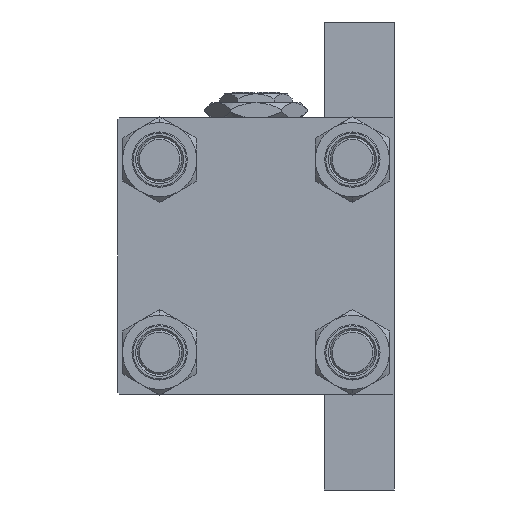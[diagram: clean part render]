
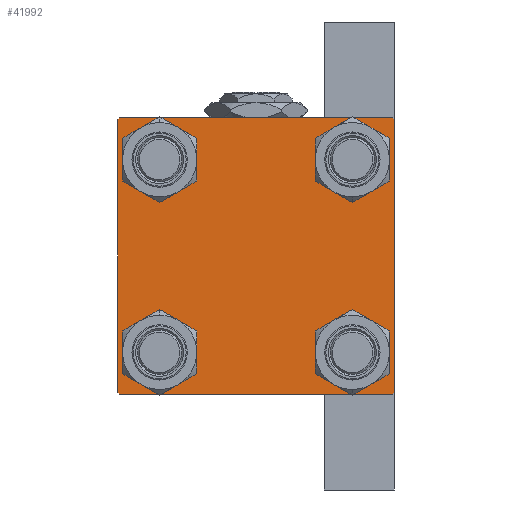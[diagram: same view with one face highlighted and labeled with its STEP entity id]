
A CAD part, left-side view. The second image highlights one B-rep face of the part: STEP entity #41992.
In plain terms, the highlighted planar face has unit normal (-1, 0, 0).
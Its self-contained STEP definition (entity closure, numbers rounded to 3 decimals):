
#313 = CARTESIAN_POINT ( 'NONE',  ( 0., 37.5, 37. ) ) ;
#370 = ORIENTED_EDGE ( 'NONE', *, *, #31487, .F. ) ;
#653 = VECTOR ( 'NONE', #24554, 1000. ) ;
#675 = ORIENTED_EDGE ( 'NONE', *, *, #1389, .T. ) ;
#1188 = CARTESIAN_POINT ( 'NONE',  ( 0., -26.15, 32.65 ) ) ;
#1301 = DIRECTION ( 'NONE',  ( 0., -1., 0. ) ) ;
#1389 = EDGE_CURVE ( 'NONE', #43995, #11168, #44689, .T. ) ;
#1515 = DIRECTION ( 'NONE',  ( 0., 0., 1. ) ) ;
#1718 = LINE ( 'NONE', #42891, #653 ) ;
#2169 = CARTESIAN_POINT ( 'NONE',  ( 0., -37., -37.5 ) ) ;
#2487 = ORIENTED_EDGE ( 'NONE', *, *, #18529, .T. ) ;
#2746 = AXIS2_PLACEMENT_3D ( 'NONE', #4775, #9829, #16973 ) ;
#3092 = CARTESIAN_POINT ( 'NONE',  ( 0., 0., 0. ) ) ;
#3843 = CARTESIAN_POINT ( 'NONE',  ( 0., -37.25, 37.25 ) ) ;
#3965 = AXIS2_PLACEMENT_3D ( 'NONE', #23461, #4170, #35136 ) ;
#4170 = DIRECTION ( 'NONE',  ( 1., 0., 0. ) ) ;
#4588 = DIRECTION ( 'NONE',  ( 1., 0., 0. ) ) ;
#4775 = CARTESIAN_POINT ( 'NONE',  ( 0., 26.15, -26.15 ) ) ;
#5046 = CIRCLE ( 'NONE', #26940, 6.5 ) ;
#5457 = EDGE_CURVE ( 'NONE', #11239, #10290, #28905, .T. ) ;
#6039 = VERTEX_POINT ( 'NONE', #1188 ) ;
#6104 = VERTEX_POINT ( 'NONE', #2169 ) ;
#6134 = DIRECTION ( 'NONE',  ( 0., -0.707, 0.707 ) ) ;
#6389 = DIRECTION ( 'NONE',  ( -1., 0., 0. ) ) ;
#6756 = ORIENTED_EDGE ( 'NONE', *, *, #43312, .T. ) ;
#6864 = EDGE_CURVE ( 'NONE', #10792, #6039, #7619, .T. ) ;
#7563 = VECTOR ( 'NONE', #42645, 1000. ) ;
#7619 = CIRCLE ( 'NONE', #23017, 6.5 ) ;
#7935 = EDGE_LOOP ( 'NONE', ( #13825, #42552 ) ) ;
#8903 = LINE ( 'NONE', #40344, #27320 ) ;
#9017 = CARTESIAN_POINT ( 'NONE',  ( 0., 37.5, -37.5 ) ) ;
#9462 = DIRECTION ( 'NONE',  ( 0., -0.707, -0.707 ) ) ;
#9829 = DIRECTION ( 'NONE',  ( 1., 0., 0. ) ) ;
#9975 = VECTOR ( 'NONE', #26527, 1000. ) ;
#10149 = CARTESIAN_POINT ( 'NONE',  ( 0., -26.15, -32.65 ) ) ;
#10290 = VERTEX_POINT ( 'NONE', #313 ) ;
#10562 = DIRECTION ( 'NONE',  ( 0., 0., 1. ) ) ;
#10792 = VERTEX_POINT ( 'NONE', #11622 ) ;
#10798 = CARTESIAN_POINT ( 'NONE',  ( 0., 26.15, 32.65 ) ) ;
#11168 = VERTEX_POINT ( 'NONE', #50212 ) ;
#11239 = VERTEX_POINT ( 'NONE', #34076 ) ;
#11622 = CARTESIAN_POINT ( 'NONE',  ( 0., -26.15, 19.65 ) ) ;
#11954 = CARTESIAN_POINT ( 'NONE',  ( 0., -26.15, 26.15 ) ) ;
#12459 = CIRCLE ( 'NONE', #2746, 6.5 ) ;
#13185 = CARTESIAN_POINT ( 'NONE',  ( 0., -26.15, -26.15 ) ) ;
#13825 = ORIENTED_EDGE ( 'NONE', *, *, #34264, .T. ) ;
#14451 = CIRCLE ( 'NONE', #34690, 6.5 ) ;
#14489 = VERTEX_POINT ( 'NONE', #26749 ) ;
#14777 = FACE_BOUND ( 'NONE', #7935, .T. ) ;
#14779 = EDGE_CURVE ( 'NONE', #11239, #16752, #8903, .T. ) ;
#16181 = ORIENTED_EDGE ( 'NONE', *, *, #19149, .T. ) ;
#16590 = CARTESIAN_POINT ( 'NONE',  ( 0., -37.25, -37.25 ) ) ;
#16669 = CARTESIAN_POINT ( 'NONE',  ( 0., 37.5, 37.5 ) ) ;
#16752 = VERTEX_POINT ( 'NONE', #47549 ) ;
#16973 = DIRECTION ( 'NONE',  ( 0., 0., 1. ) ) ;
#17657 = EDGE_CURVE ( 'NONE', #6104, #33780, #43448, .T. ) ;
#17830 = FACE_OUTER_BOUND ( 'NONE', #32293, .T. ) ;
#18070 = EDGE_CURVE ( 'NONE', #21391, #6104, #27561, .T. ) ;
#18109 = ORIENTED_EDGE ( 'NONE', *, *, #41384, .T. ) ;
#18161 = ORIENTED_EDGE ( 'NONE', *, *, #27708, .T. ) ;
#18335 = FACE_BOUND ( 'NONE', #47907, .T. ) ;
#18529 = EDGE_CURVE ( 'NONE', #27027, #16752, #39091, .T. ) ;
#18826 = PLANE ( 'NONE',  #22045 ) ;
#19149 = EDGE_CURVE ( 'NONE', #14489, #41143, #12459, .T. ) ;
#20884 = EDGE_CURVE ( 'NONE', #11168, #43995, #33566, .T. ) ;
#21212 = VERTEX_POINT ( 'NONE', #26352 ) ;
#21391 = VERTEX_POINT ( 'NONE', #44727 ) ;
#21719 = EDGE_LOOP ( 'NONE', ( #37932, #675 ) ) ;
#21741 = ORIENTED_EDGE ( 'NONE', *, *, #24327, .T. ) ;
#21941 = ORIENTED_EDGE ( 'NONE', *, *, #17657, .T. ) ;
#22045 = AXIS2_PLACEMENT_3D ( 'NONE', #3092, #6389, #45203 ) ;
#23017 = AXIS2_PLACEMENT_3D ( 'NONE', #39043, #38551, #43785 ) ;
#23461 = CARTESIAN_POINT ( 'NONE',  ( 0., 26.15, 26.15 ) ) ;
#23720 = VECTOR ( 'NONE', #6134, 1000. ) ;
#24225 = ORIENTED_EDGE ( 'NONE', *, *, #6864, .T. ) ;
#24327 = EDGE_CURVE ( 'NONE', #32224, #21391, #29000, .T. ) ;
#24487 = DIRECTION ( 'NONE',  ( 0., -1., 0. ) ) ;
#24554 = DIRECTION ( 'NONE',  ( 0., 0., -1. ) ) ;
#25133 = CIRCLE ( 'NONE', #36488, 6.5 ) ;
#25547 = CARTESIAN_POINT ( 'NONE',  ( 0., 26.15, 26.15 ) ) ;
#26352 = CARTESIAN_POINT ( 'NONE',  ( 0., 26.15, 19.65 ) ) ;
#26527 = DIRECTION ( 'NONE',  ( 0., 0.707, -0.707 ) ) ;
#26749 = CARTESIAN_POINT ( 'NONE',  ( 0., 26.15, -32.65 ) ) ;
#26940 = AXIS2_PLACEMENT_3D ( 'NONE', #38770, #46880, #46378 ) ;
#27027 = VERTEX_POINT ( 'NONE', #45197 ) ;
#27320 = VECTOR ( 'NONE', #1301, 1000. ) ;
#27561 = LINE ( 'NONE', #9017, #36718 ) ;
#27708 = EDGE_CURVE ( 'NONE', #10290, #32224, #32366, .T. ) ;
#27894 = AXIS2_PLACEMENT_3D ( 'NONE', #13185, #43365, #1515 ) ;
#28905 = LINE ( 'NONE', #45285, #9975 ) ;
#29000 = LINE ( 'NONE', #31795, #29551 ) ;
#29551 = VECTOR ( 'NONE', #9462, 1000. ) ;
#29648 = VERTEX_POINT ( 'NONE', #10798 ) ;
#29850 = DIRECTION ( 'NONE',  ( 1., 0., 0. ) ) ;
#30757 = CARTESIAN_POINT ( 'NONE',  ( 0., 37.5, -37. ) ) ;
#31487 = EDGE_CURVE ( 'NONE', #27027, #33780, #1718, .T. ) ;
#31682 = DIRECTION ( 'NONE',  ( 0., 0., 1. ) ) ;
#31795 = CARTESIAN_POINT ( 'NONE',  ( 0., 37.25, -37.25 ) ) ;
#32224 = VERTEX_POINT ( 'NONE', #30757 ) ;
#32293 = EDGE_LOOP ( 'NONE', ( #18161, #21741, #41698, #21941, #370, #2487, #42736, #49041 ) ) ;
#32366 = LINE ( 'NONE', #16669, #49090 ) ;
#33566 = CIRCLE ( 'NONE', #27894, 6.5 ) ;
#33780 = VERTEX_POINT ( 'NONE', #40300 ) ;
#34076 = CARTESIAN_POINT ( 'NONE',  ( 0., 37., 37.5 ) ) ;
#34167 = AXIS2_PLACEMENT_3D ( 'NONE', #43844, #35506, #31682 ) ;
#34264 = EDGE_CURVE ( 'NONE', #29648, #21212, #47614, .T. ) ;
#34690 = AXIS2_PLACEMENT_3D ( 'NONE', #25547, #29850, #10562 ) ;
#35136 = DIRECTION ( 'NONE',  ( 0., 0., 1. ) ) ;
#35506 = DIRECTION ( 'NONE',  ( 1., 0., 0. ) ) ;
#35997 = EDGE_CURVE ( 'NONE', #21212, #29648, #14451, .T. ) ;
#36488 = AXIS2_PLACEMENT_3D ( 'NONE', #11954, #4588, #46449 ) ;
#36718 = VECTOR ( 'NONE', #24487, 1000. ) ;
#37932 = ORIENTED_EDGE ( 'NONE', *, *, #20884, .T. ) ;
#38551 = DIRECTION ( 'NONE',  ( 1., 0., 0. ) ) ;
#38770 = CARTESIAN_POINT ( 'NONE',  ( 0., 26.15, -26.15 ) ) ;
#39043 = CARTESIAN_POINT ( 'NONE',  ( 0., -26.15, 26.15 ) ) ;
#39091 = LINE ( 'NONE', #3843, #7563 ) ;
#40300 = CARTESIAN_POINT ( 'NONE',  ( 0., -37.5, -37. ) ) ;
#40344 = CARTESIAN_POINT ( 'NONE',  ( 0., 37.5, 37.5 ) ) ;
#41143 = VERTEX_POINT ( 'NONE', #46261 ) ;
#41384 = EDGE_CURVE ( 'NONE', #6039, #10792, #25133, .T. ) ;
#41698 = ORIENTED_EDGE ( 'NONE', *, *, #18070, .T. ) ;
#41992 = ADVANCED_FACE ( 'NONE', ( #49515, #45958, #18335, #14777, #17830 ), #18826, .T. ) ;
#42552 = ORIENTED_EDGE ( 'NONE', *, *, #35997, .T. ) ;
#42645 = DIRECTION ( 'NONE',  ( 0., 0.707, 0.707 ) ) ;
#42736 = ORIENTED_EDGE ( 'NONE', *, *, #14779, .F. ) ;
#42891 = CARTESIAN_POINT ( 'NONE',  ( 0., -37.5, 37.5 ) ) ;
#42980 = EDGE_LOOP ( 'NONE', ( #18109, #24225 ) ) ;
#43312 = EDGE_CURVE ( 'NONE', #41143, #14489, #5046, .T. ) ;
#43365 = DIRECTION ( 'NONE',  ( 1., 0., 0. ) ) ;
#43448 = LINE ( 'NONE', #16590, #23720 ) ;
#43772 = DIRECTION ( 'NONE',  ( 0., 0., -1. ) ) ;
#43785 = DIRECTION ( 'NONE',  ( 0., 0., 1. ) ) ;
#43844 = CARTESIAN_POINT ( 'NONE',  ( 0., -26.15, -26.15 ) ) ;
#43995 = VERTEX_POINT ( 'NONE', #10149 ) ;
#44689 = CIRCLE ( 'NONE', #34167, 6.5 ) ;
#44727 = CARTESIAN_POINT ( 'NONE',  ( 0., 37., -37.5 ) ) ;
#45197 = CARTESIAN_POINT ( 'NONE',  ( 0., -37.5, 37. ) ) ;
#45203 = DIRECTION ( 'NONE',  ( 0., 0., 1. ) ) ;
#45285 = CARTESIAN_POINT ( 'NONE',  ( 0., 37.25, 37.25 ) ) ;
#45958 = FACE_BOUND ( 'NONE', #21719, .T. ) ;
#46261 = CARTESIAN_POINT ( 'NONE',  ( 0., 26.15, -19.65 ) ) ;
#46378 = DIRECTION ( 'NONE',  ( 0., 0., 1. ) ) ;
#46449 = DIRECTION ( 'NONE',  ( 0., 0., 1. ) ) ;
#46880 = DIRECTION ( 'NONE',  ( 1., 0., 0. ) ) ;
#47549 = CARTESIAN_POINT ( 'NONE',  ( 0., -37., 37.5 ) ) ;
#47614 = CIRCLE ( 'NONE', #3965, 6.5 ) ;
#47907 = EDGE_LOOP ( 'NONE', ( #6756, #16181 ) ) ;
#49041 = ORIENTED_EDGE ( 'NONE', *, *, #5457, .T. ) ;
#49090 = VECTOR ( 'NONE', #43772, 1000. ) ;
#49515 = FACE_BOUND ( 'NONE', #42980, .T. ) ;
#50212 = CARTESIAN_POINT ( 'NONE',  ( 0., -26.15, -19.65 ) ) ;
